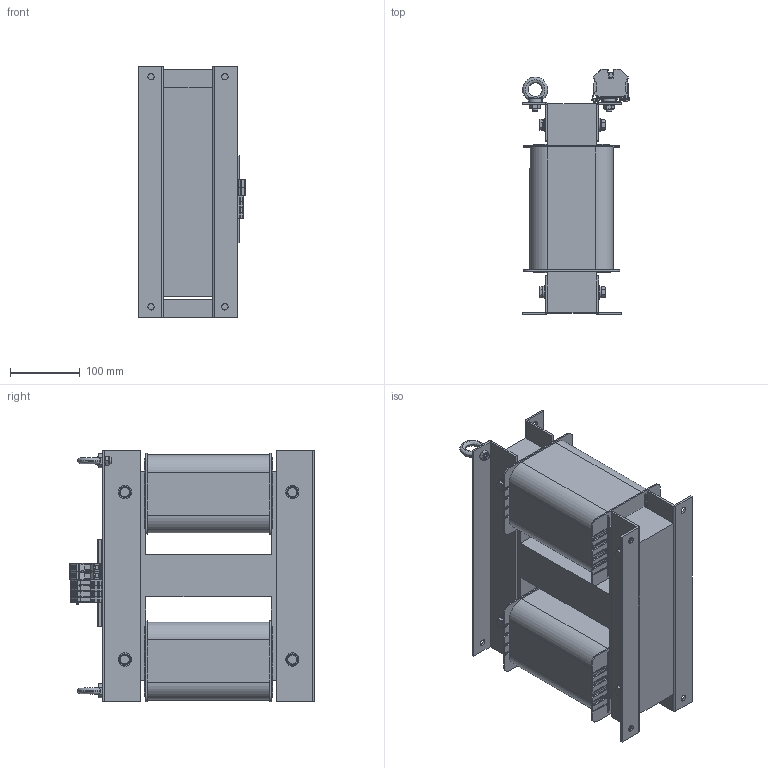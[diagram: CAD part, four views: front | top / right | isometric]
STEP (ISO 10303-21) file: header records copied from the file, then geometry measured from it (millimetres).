
FILE_DESCRIPTION(/* description */ (''),/* implementation_level */ '2;1');
FILE_NAME(/* name */ 'YZV02755400.stp',/* time_stamp */ '2023-03-31T11:40:15+02:00',/* author */ ('velazquez'),/* organization */ ('MANUMAG'),/* preprocessor_version */ 'ST-DEVELOPER v19.2',/* originating_system */ 'Autodesk Inventor 2023',/* authorisation */ '');
FILE_SCHEMA (('AUTOMOTIVE_DESIGN { 1 0 10303 214 3 1 1 }'));
Length unit declared in the file: millimetre
Products named in the file (13): YZV02755400; UI 180 - 70 (300x300); RC60 NT060; UI 180_70_BOBINADO; centrador M8; DIN 933 - M8  x 90; DIN 125 - A 8,4; DIN 580 - M8; DIN 934 - M8; FICHA 10; FICHA 10 AM_VE; 16_35; carril 5 agujeros
Assembly tree (42 placements, depth 2):
  YZV02755400
    UI 180 - 70 (300x300)
    RC60 NT060  x4
    UI 180_70_BOBINADO  x2
    centrador M8  x8
    DIN 933 - M8  x 90  x4
    DIN 125 - A 8,4  x8
    DIN 934 - M8  x6
    DIN 580 - M8  x2
    FICHA 10  x3
    FICHA 10 AM_VE
    16_35  x2
    carril 5 agujeros
Bounding box: 153.51 x 351.79 x 360.5 mm (x, y, z)
Volume: 8176700 mm3; surface area: 1158322.2 mm2
Topology: 42 solids, 52 shells, 2964 faces, 7936 edges, 5119 vertices
Faces by surface type: plane 1940, cylinder 812, cone 90, torus 74, bspline 36, sphere 12
Full cylindrical faces by diameter (mm): 2.4 x8, 2.5 x8, 2.75 x8, 5.7 x8, 6.3 x4, 6.647 x6, 7 x2, 7.323 x4, 8 x14, 8.4 x8, 9 x8, 9.6 x8, 10.5 x8, 11 x4, 11.4 x4, 16 x8, 19 x8
Entity records: 48198 total; most frequent: CARTESIAN_POINT 10782, ORIENTED_EDGE 7698, DIRECTION 7546, EDGE_CURVE 3849, LINE 2888, VECTOR 2888, VERTEX_POINT 2495, AXIS2_PLACEMENT_3D 2329
